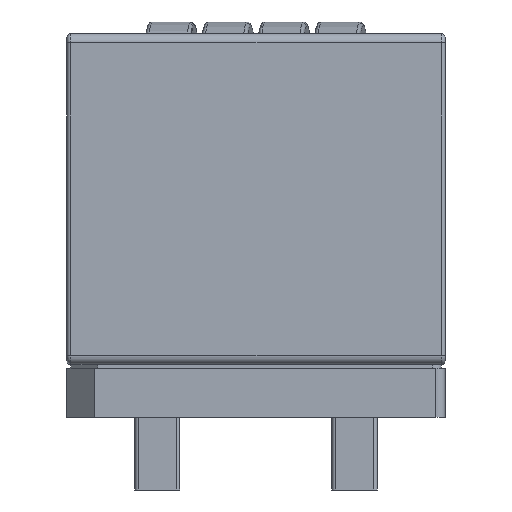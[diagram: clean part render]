
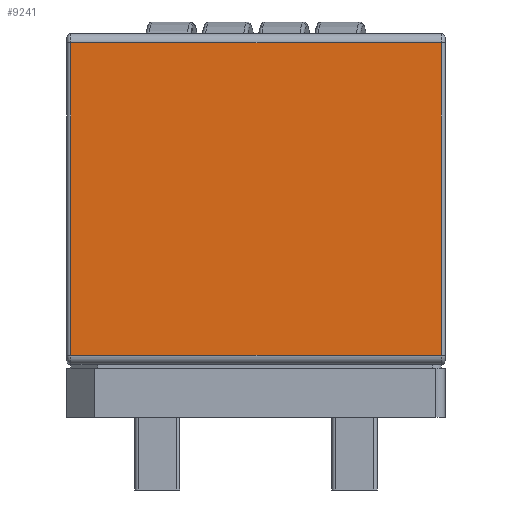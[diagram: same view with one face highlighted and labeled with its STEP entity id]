
A CAD part, left-side view. The second image highlights one B-rep face of the part: STEP entity #9241.
In plain terms, the highlighted planar face has unit normal (-1, 0, 0).
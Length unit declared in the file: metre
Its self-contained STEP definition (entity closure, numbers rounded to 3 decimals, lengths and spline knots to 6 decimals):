
#863=PLANE('',#9614);
#1116=LINE('',#12340,#1731);
#1413=LINE('',#14691,#2028);
#1414=LINE('',#14693,#2029);
#1415=LINE('',#14695,#2030);
#1731=VECTOR('',#10167,1.);
#2028=VECTOR('',#10794,1.);
#2029=VECTOR('',#10795,1.);
#2030=VECTOR('',#10796,1.);
#3441=ORIENTED_EDGE('',*,*,#4610,.F.);
#3442=ORIENTED_EDGE('',*,*,#4611,.T.);
#3443=ORIENTED_EDGE('',*,*,#4612,.T.);
#3444=ORIENTED_EDGE('',*,*,#4246,.T.);
#4246=EDGE_CURVE('',#5096,#5097,#1116,.T.);
#4610=EDGE_CURVE('',#5293,#5097,#1413,.T.);
#4611=EDGE_CURVE('',#5293,#5294,#1414,.T.);
#4612=EDGE_CURVE('',#5294,#5096,#1415,.T.);
#5096=VERTEX_POINT('',#12333);
#5097=VERTEX_POINT('',#12337);
#5293=VERTEX_POINT('',#14692);
#5294=VERTEX_POINT('',#14694);
#5823=EDGE_LOOP('',(#3441,#3442,#3443,#3444));
#6252=FACE_BOUND('',#5823,.T.);
#9241=ADVANCED_FACE('',(#6252),#863,.T.);
#9614=AXIS2_PLACEMENT_3D('',#14690,#10792,#10793);
#10167=DIRECTION('',(0.,0.,1.));
#10792=DIRECTION('',(-1.,0.,0.));
#10793=DIRECTION('',(0.,0.,1.));
#10794=DIRECTION('',(0.,-1.,0.));
#10795=DIRECTION('',(0.,0.,-1.));
#10796=DIRECTION('',(0.,-1.,0.));
#12333=CARTESIAN_POINT('',(-0.0125,-0.0102,0.00205));
#12337=CARTESIAN_POINT('',(-0.0125,-0.0102,0.01925));
#12340=CARTESIAN_POINT('',(-0.0125,-0.0102,0.01925));
#14690=CARTESIAN_POINT('',(-0.0125,0.0104,0.01975));
#14691=CARTESIAN_POINT('',(-0.0125,0.0104,0.01925));
#14692=CARTESIAN_POINT('',(-0.0125,0.0102,0.01925));
#14693=CARTESIAN_POINT('',(-0.0125,0.0102,0.00205));
#14694=CARTESIAN_POINT('',(-0.0125,0.0102,0.00205));
#14695=CARTESIAN_POINT('',(-0.0125,0.0104,0.00205));
